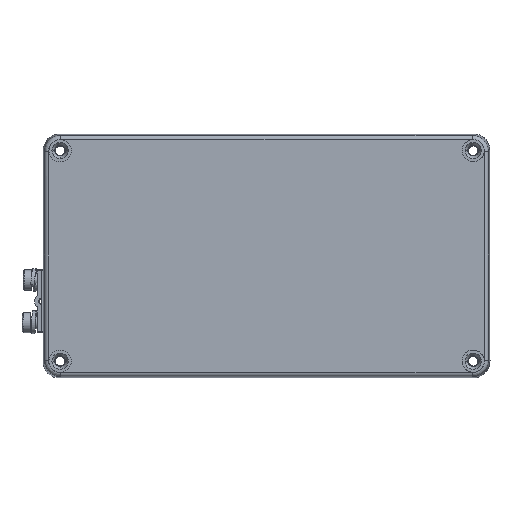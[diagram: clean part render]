
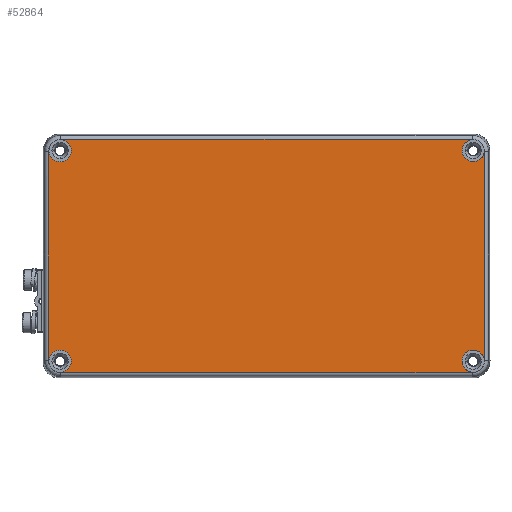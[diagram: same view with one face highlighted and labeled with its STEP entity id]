
A CAD part, top view. The second image highlights one B-rep face of the part: STEP entity #52864.
In plain terms, the highlighted planar face has unit normal (0, 0, 1).
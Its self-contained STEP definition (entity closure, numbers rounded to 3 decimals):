
#52060 = VERTEX_POINT('',#52061);
#52061 = CARTESIAN_POINT('',(-5.5,-11.,30.35));
#52079 = VERTEX_POINT('',#52080);
#52080 = CARTESIAN_POINT('',(5.5,-11.,30.35));
#52086 = EDGE_CURVE('',#52079,#52060,#52087,.T.);
#52087 = CIRCLE('',#52088,5.5);
#52088 = AXIS2_PLACEMENT_3D('',#52089,#52090,#52091);
#52089 = CARTESIAN_POINT('',(0.,-11.,30.35));
#52090 = DIRECTION('',(0.,0.,-1.));
#52091 = DIRECTION('',(-1.,0.,0.));
#52102 = VERTEX_POINT('',#52103);
#52103 = CARTESIAN_POINT('',(-5.5,93.,30.35));
#52121 = VERTEX_POINT('',#52122);
#52122 = CARTESIAN_POINT('',(5.5,93.,30.35));
#52128 = EDGE_CURVE('',#52121,#52102,#52129,.T.);
#52129 = CIRCLE('',#52130,5.5);
#52130 = AXIS2_PLACEMENT_3D('',#52131,#52132,#52133);
#52131 = CARTESIAN_POINT('',(0.,93.,30.35));
#52132 = DIRECTION('',(0.,0.,-1.));
#52133 = DIRECTION('',(-1.,0.,0.));
#52146 = VERTEX_POINT('',#52147);
#52147 = CARTESIAN_POINT('',(209.446,92.23,30.35));
#52154 = EDGE_CURVE('',#52146,#52155,#52157,.T.);
#52155 = VERTEX_POINT('',#52156);
#52156 = CARTESIAN_POINT('',(198.5,93.,30.35));
#52157 = CIRCLE('',#52158,5.5);
#52158 = AXIS2_PLACEMENT_3D('',#52159,#52160,#52161);
#52159 = CARTESIAN_POINT('',(204.,93.,30.35));
#52160 = DIRECTION('',(0.,0.,-1.));
#52161 = DIRECTION('',(-1.,0.,0.));
#52203 = EDGE_CURVE('',#52204,#52206,#52208,.T.);
#52204 = VERTEX_POINT('',#52205);
#52205 = CARTESIAN_POINT('',(205.06,-16.397,30.35));
#52206 = VERTEX_POINT('',#52207);
#52207 = CARTESIAN_POINT('',(198.5,-11.,30.35));
#52208 = CIRCLE('',#52209,5.5);
#52209 = AXIS2_PLACEMENT_3D('',#52210,#52211,#52212);
#52210 = CARTESIAN_POINT('',(204.,-11.,30.35));
#52211 = DIRECTION('',(0.,0.,-1.));
#52212 = DIRECTION('',(-1.,0.,0.));
#52864 = ADVANCED_FACE('',(#52865,#52875),#52989,.T.);
#52865 = FACE_BOUND('',#52866,.T.);
#52866 = EDGE_LOOP('',(#52867,#52874));
#52867 = ORIENTED_EDGE('',*,*,#52868,.T.);
#52868 = EDGE_CURVE('',#52060,#52079,#52869,.T.);
#52869 = CIRCLE('',#52870,5.5);
#52870 = AXIS2_PLACEMENT_3D('',#52871,#52872,#52873);
#52871 = CARTESIAN_POINT('',(0.,-11.,30.35));
#52872 = DIRECTION('',(0.,0.,-1.));
#52873 = DIRECTION('',(-1.,0.,0.));
#52874 = ORIENTED_EDGE('',*,*,#52086,.T.);
#52875 = FACE_BOUND('',#52876,.T.);
#52876 = EDGE_LOOP('',(#52877,#52886,#52887,#52896,#52907,#52915,#52934,
    #52942,#52949,#52950,#52959,#52965,#52966,#52975,#52983));
#52877 = ORIENTED_EDGE('',*,*,#52878,.T.);
#52878 = EDGE_CURVE('',#52879,#52121,#52881,.T.);
#52879 = VERTEX_POINT('',#52880);
#52880 = CARTESIAN_POINT('',(0.423,98.484,30.35));
#52881 = CIRCLE('',#52882,5.5);
#52882 = AXIS2_PLACEMENT_3D('',#52883,#52884,#52885);
#52883 = CARTESIAN_POINT('',(0.,93.,30.35));
#52884 = DIRECTION('',(0.,0.,-1.));
#52885 = DIRECTION('',(-1.,0.,0.));
#52886 = ORIENTED_EDGE('',*,*,#52128,.T.);
#52887 = ORIENTED_EDGE('',*,*,#52888,.T.);
#52888 = EDGE_CURVE('',#52102,#52889,#52891,.T.);
#52889 = VERTEX_POINT('',#52890);
#52890 = CARTESIAN_POINT('',(-4.709,95.841,30.35));
#52891 = CIRCLE('',#52892,5.5);
#52892 = AXIS2_PLACEMENT_3D('',#52893,#52894,#52895);
#52893 = CARTESIAN_POINT('',(0.,93.,30.35));
#52894 = DIRECTION('',(0.,0.,-1.));
#52895 = DIRECTION('',(-1.,0.,0.));
#52896 = ORIENTED_EDGE('',*,*,#52897,.T.);
#52897 = EDGE_CURVE('',#52889,#52898,#52900,.T.);
#52898 = VERTEX_POINT('',#52899);
#52899 = CARTESIAN_POINT('',(-5.736,92.485,30.35));
#52900 = B_SPLINE_CURVE_WITH_KNOTS('',3,(#52901,#52902,#52903,#52904,
    #52905,#52906),.UNSPECIFIED.,.F.,.F.,(4,2,4),(0.,0.5,1.),
  .UNSPECIFIED.);
#52901 = CARTESIAN_POINT('',(-4.709,95.841,30.35));
#52902 = CARTESIAN_POINT('',(-5.044,95.345,30.35));
#52903 = CARTESIAN_POINT('',(-5.299,94.811,30.35));
#52904 = CARTESIAN_POINT('',(-5.648,93.669,30.35));
#52905 = CARTESIAN_POINT('',(-5.736,93.084,30.35));
#52906 = CARTESIAN_POINT('',(-5.736,92.485,30.35));
#52907 = ORIENTED_EDGE('',*,*,#52908,.T.);
#52908 = EDGE_CURVE('',#52898,#52909,#52911,.T.);
#52909 = VERTEX_POINT('',#52910);
#52910 = CARTESIAN_POINT('',(-5.736,-10.619,30.35));
#52911 = LINE('',#52912,#52913);
#52912 = CARTESIAN_POINT('',(-5.736,-130.663,30.35));
#52913 = VECTOR('',#52914,1.);
#52914 = DIRECTION('',(0.,-1.,-0.));
#52915 = ORIENTED_EDGE('',*,*,#52916,.T.);
#52916 = EDGE_CURVE('',#52909,#52917,#52919,.T.);
#52917 = VERTEX_POINT('',#52918);
#52918 = CARTESIAN_POINT('',(0.263,-16.618,30.35));
#52919 = B_SPLINE_CURVE_WITH_KNOTS('',3,(#52920,#52921,#52922,#52923,
    #52924,#52925,#52926,#52927,#52928,#52929,#52930,#52931,#52932,
    #52933),.UNSPECIFIED.,.F.,.F.,(4,2,2,2,2,2,4),(0.,0.125,0.25,0.5,
    0.75,0.875,1.),.UNSPECIFIED.);
#52920 = CARTESIAN_POINT('',(-5.736,-10.619,30.35));
#52921 = CARTESIAN_POINT('',(-5.736,-11.013,30.35));
#52922 = CARTESIAN_POINT('',(-5.697,-11.404,30.35));
#52923 = CARTESIAN_POINT('',(-5.544,-12.176,30.35));
#52924 = CARTESIAN_POINT('',(-5.43,-12.551,30.35));
#52925 = CARTESIAN_POINT('',(-4.978,-13.642,30.35));
#52926 = CARTESIAN_POINT('',(-4.535,-14.304,30.35));
#52927 = CARTESIAN_POINT('',(-3.422,-15.417,30.35));
#52928 = CARTESIAN_POINT('',(-2.76,-15.86,30.35));
#52929 = CARTESIAN_POINT('',(-1.669,-16.312,30.35));
#52930 = CARTESIAN_POINT('',(-1.293,-16.426,30.35));
#52931 = CARTESIAN_POINT('',(-0.522,-16.579,30.35));
#52932 = CARTESIAN_POINT('',(-0.132,-16.618,30.35));
#52933 = CARTESIAN_POINT('',(0.263,-16.618,30.35));
#52934 = ORIENTED_EDGE('',*,*,#52935,.T.);
#52935 = EDGE_CURVE('',#52917,#52936,#52938,.T.);
#52936 = VERTEX_POINT('',#52937);
#52937 = CARTESIAN_POINT('',(203.447,-16.618,30.35));
#52938 = LINE('',#52939,#52940);
#52939 = CARTESIAN_POINT('',(-23.28,-16.618,30.35));
#52940 = VECTOR('',#52941,1.);
#52941 = DIRECTION('',(1.,0.,0.));
#52942 = ORIENTED_EDGE('',*,*,#52943,.T.);
#52943 = EDGE_CURVE('',#52936,#52204,#52944,.T.);
#52944 = B_SPLINE_CURVE_WITH_KNOTS('',3,(#52945,#52946,#52947,#52948),
  .UNSPECIFIED.,.F.,.F.,(4,4),(0.,1.),.PIECEWISE_BEZIER_KNOTS.);
#52945 = CARTESIAN_POINT('',(203.447,-16.618,30.35));
#52946 = CARTESIAN_POINT('',(203.995,-16.618,30.35));
#52947 = CARTESIAN_POINT('',(204.533,-16.544,30.35));
#52948 = CARTESIAN_POINT('',(205.06,-16.397,30.35));
#52949 = ORIENTED_EDGE('',*,*,#52203,.T.);
#52950 = ORIENTED_EDGE('',*,*,#52951,.T.);
#52951 = EDGE_CURVE('',#52206,#52952,#52954,.T.);
#52952 = VERTEX_POINT('',#52953);
#52953 = CARTESIAN_POINT('',(209.446,-10.23,30.35));
#52954 = CIRCLE('',#52955,5.5);
#52955 = AXIS2_PLACEMENT_3D('',#52956,#52957,#52958);
#52956 = CARTESIAN_POINT('',(204.,-11.,30.35));
#52957 = DIRECTION('',(0.,0.,-1.));
#52958 = DIRECTION('',(-1.,0.,0.));
#52959 = ORIENTED_EDGE('',*,*,#52960,.T.);
#52960 = EDGE_CURVE('',#52952,#52146,#52961,.T.);
#52961 = LINE('',#52962,#52963);
#52962 = CARTESIAN_POINT('',(209.446,-130.663,30.35));
#52963 = VECTOR('',#52964,1.);
#52964 = DIRECTION('',(0.,1.,0.));
#52965 = ORIENTED_EDGE('',*,*,#52154,.T.);
#52966 = ORIENTED_EDGE('',*,*,#52967,.T.);
#52967 = EDGE_CURVE('',#52155,#52968,#52970,.T.);
#52968 = VERTEX_POINT('',#52969);
#52969 = CARTESIAN_POINT('',(203.563,98.483,30.35));
#52970 = CIRCLE('',#52971,5.5);
#52971 = AXIS2_PLACEMENT_3D('',#52972,#52973,#52974);
#52972 = CARTESIAN_POINT('',(204.,93.,30.35));
#52973 = DIRECTION('',(0.,0.,-1.));
#52974 = DIRECTION('',(-1.,0.,0.));
#52975 = ORIENTED_EDGE('',*,*,#52976,.T.);
#52976 = EDGE_CURVE('',#52968,#52977,#52979,.T.);
#52977 = VERTEX_POINT('',#52978);
#52978 = CARTESIAN_POINT('',(203.447,98.484,30.35));
#52979 = LINE('',#52980,#52981);
#52980 = CARTESIAN_POINT('',(203.563,98.483,30.35));
#52981 = VECTOR('',#52982,1.);
#52982 = DIRECTION('',(-1.,0.01,0.));
#52983 = ORIENTED_EDGE('',*,*,#52984,.T.);
#52984 = EDGE_CURVE('',#52977,#52879,#52985,.T.);
#52985 = LINE('',#52986,#52987);
#52986 = CARTESIAN_POINT('',(-23.28,98.484,30.35));
#52987 = VECTOR('',#52988,1.);
#52988 = DIRECTION('',(-1.,0.,-0.));
#52989 = PLANE('',#52990);
#52990 = AXIS2_PLACEMENT_3D('',#52991,#52992,#52993);
#52991 = CARTESIAN_POINT('',(-23.28,-130.663,30.35));
#52992 = DIRECTION('',(0.,0.,1.));
#52993 = DIRECTION('',(1.,0.,0.));
